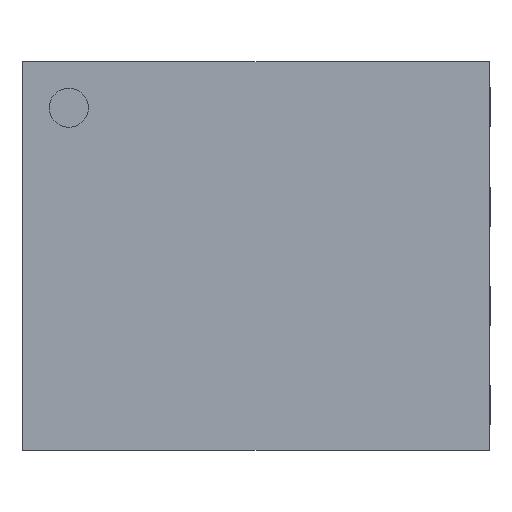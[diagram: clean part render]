
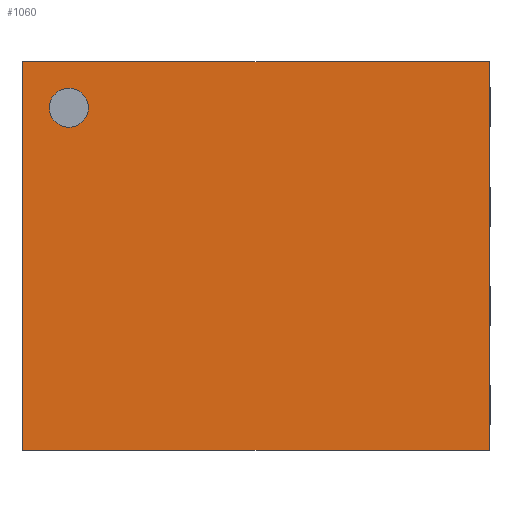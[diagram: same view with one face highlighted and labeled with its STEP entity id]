
A CAD part, top view. The second image highlights one B-rep face of the part: STEP entity #1060.
In plain terms, the highlighted planar face has unit normal (0, 0, 1).
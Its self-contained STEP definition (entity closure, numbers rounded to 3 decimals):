
#12=DIRECTION('',(0.,0.,1.));
#26=VECTOR('',#27,1.);
#27=DIRECTION('',(0.,-1.,0.));
#33=VECTOR('',#34,1.);
#34=DIRECTION('',(1.,0.,0.));
#169=DIRECTION('',(0.,0.,-1.));
#367=VERTEX_POINT('',#368);
#368=CARTESIAN_POINT('',(2.99,2.49,0.92));
#371=EDGE_CURVE('',#367,#372,#374,.T.);
#372=VERTEX_POINT('',#373);
#373=CARTESIAN_POINT('',(2.99,-2.49,0.92));
#374=LINE('',#368,#26);
#450=VERTEX_POINT('',#451);
#451=CARTESIAN_POINT('',(-2.99,2.49,0.92));
#454=ORIENTED_EDGE('',*,*,#455,.F.);
#455=EDGE_CURVE('',#450,#367,#456,.T.);
#456=LINE('',#451,#33);
#489=ORIENTED_EDGE('',*,*,#490,.T.);
#490=EDGE_CURVE('',#450,#491,#493,.T.);
#491=VERTEX_POINT('',#492);
#492=CARTESIAN_POINT('',(-2.99,-2.49,0.92));
#493=LINE('',#451,#26);
#1056=EDGE_CURVE('',#491,#372,#1057,.T.);
#1057=LINE('',#492,#33);
#1060=ADVANCED_FACE('',(#1061,#1065),#1074,.T.);
#1061=FACE_BOUND('',#1062,.T.);
#1062=EDGE_LOOP('',(#454,#489,#1063,#1064));
#1063=ORIENTED_EDGE('',*,*,#1056,.T.);
#1064=ORIENTED_EDGE('',*,*,#371,.F.);
#1065=FACE_BOUND('',#1066,.T.);
#1066=EDGE_LOOP('',(#1067));
#1067=ORIENTED_EDGE('',*,*,#1068,.T.);
#1068=EDGE_CURVE('',#1069,#1069,#1071,.T.);
#1069=VERTEX_POINT('',#1070);
#1070=CARTESIAN_POINT('',(-2.4,1.65,0.92));
#1071=CIRCLE('',#1072,0.25);
#1072=AXIS2_PLACEMENT_3D('',#1073,#169,#27);
#1073=CARTESIAN_POINT('',(-2.4,1.9,0.92));
#1074=PLANE('',#1075);
#1075=AXIS2_PLACEMENT_3D('',#451,#12,#27);
